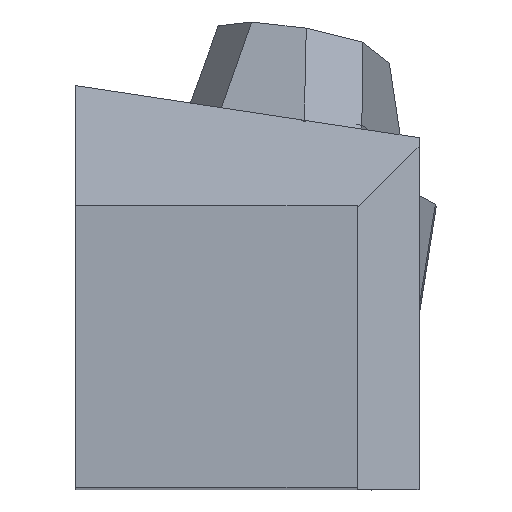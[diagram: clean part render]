
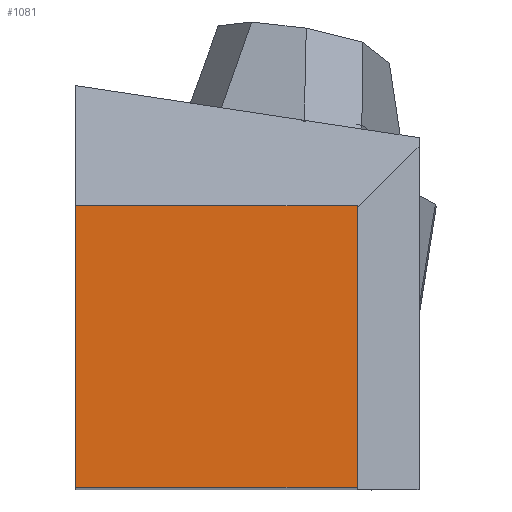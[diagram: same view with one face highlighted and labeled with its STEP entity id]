
A CAD part, top view. The second image highlights one B-rep face of the part: STEP entity #1081.
In plain terms, the highlighted planar face has unit normal (0, 0, 1).
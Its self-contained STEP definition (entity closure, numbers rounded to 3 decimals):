
#1073=AXIS2_PLACEMENT_3D('Plane Axis2P3D',#1070,#1071,#1072) ;
#142=CARTESIAN_POINT('Line Origine',(25.,12.5,0.)) ;
#146=CARTESIAN_POINT('Vertex',(25.,25.,0.)) ;
#148=CARTESIAN_POINT('Vertex',(25.,0.,0.)) ;
#224=CARTESIAN_POINT('Vertex',(0.,25.,0.)) ;
#227=CARTESIAN_POINT('Line Origine',(12.5,25.,0.)) ;
#250=CARTESIAN_POINT('Vertex',(0.,0.,0.)) ;
#253=CARTESIAN_POINT('Line Origine',(0.,12.5,0.)) ;
#1043=CARTESIAN_POINT('Line Origine',(12.5,0.,0.)) ;
#1070=CARTESIAN_POINT('Axis2P3D Location',(0.,25.,0.)) ;
#143=DIRECTION('Vector Direction',(0.,-1.,0.)) ;
#228=DIRECTION('Vector Direction',(1.,0.,0.)) ;
#254=DIRECTION('Vector Direction',(0.,-1.,0.)) ;
#1044=DIRECTION('Vector Direction',(1.,0.,0.)) ;
#1071=DIRECTION('Axis2P3D Direction',(0.,0.,-1.)) ;
#1072=DIRECTION('Axis2P3D XDirection',(1.,0.,0.)) ;
#144=VECTOR('Line Direction',#143,1.) ;
#229=VECTOR('Line Direction',#228,1.) ;
#255=VECTOR('Line Direction',#254,1.) ;
#1045=VECTOR('Line Direction',#1044,1.) ;
#1076=ORIENTED_EDGE('',*,*,#257,.T.) ;
#1077=ORIENTED_EDGE('',*,*,#1047,.T.) ;
#1078=ORIENTED_EDGE('',*,*,#150,.F.) ;
#1079=ORIENTED_EDGE('',*,*,#231,.F.) ;
#1081=ADVANCED_FACE('NOCUT',(#1080),#1074,.F.) ;
#150=EDGE_CURVE('',#147,#149,#145,.T.) ;
#231=EDGE_CURVE('',#225,#147,#230,.T.) ;
#257=EDGE_CURVE('',#225,#251,#256,.T.) ;
#1047=EDGE_CURVE('',#251,#149,#1046,.T.) ;
#1075=EDGE_LOOP('',(#1076,#1077,#1078,#1079)) ;
#1080=FACE_OUTER_BOUND('',#1075,.T.) ;
#145=LINE('Line',#142,#144) ;
#230=LINE('Line',#227,#229) ;
#256=LINE('Line',#253,#255) ;
#1046=LINE('Line',#1043,#1045) ;
#1074=PLANE('',#1073) ;
#147=VERTEX_POINT('',#146) ;
#149=VERTEX_POINT('',#148) ;
#225=VERTEX_POINT('',#224) ;
#251=VERTEX_POINT('',#250) ;
